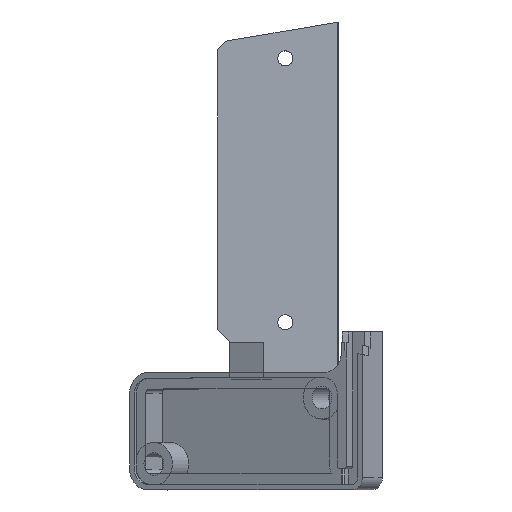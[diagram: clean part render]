
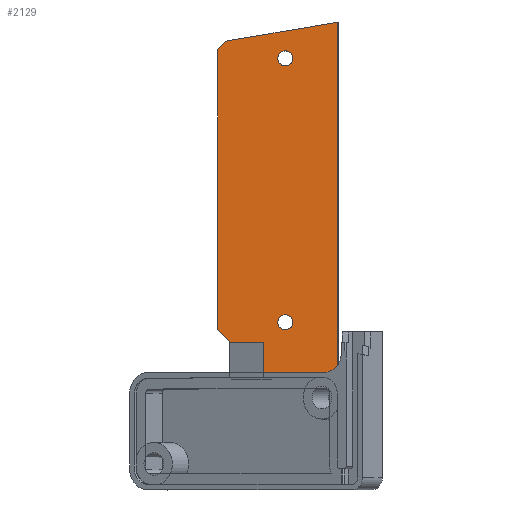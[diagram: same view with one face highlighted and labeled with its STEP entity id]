
A CAD part, top view. The second image highlights one B-rep face of the part: STEP entity #2129.
In plain terms, the highlighted planar face has unit normal (0, 0.001, 1).
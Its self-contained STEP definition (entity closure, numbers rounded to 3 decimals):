
#1954=CARTESIAN_POINT('',(-28.531,-30.568,-8.87));
#1955=VERTEX_POINT('',#1954);
#1994=CARTESIAN_POINT('',(-13.966,-30.551,-8.87));
#1995=VERTEX_POINT('',#1994);
#2002=CARTESIAN_POINT('',(-28.531,-30.568,-8.87));
#2003=DIRECTION('',(1.,0.001,0.));
#2004=VECTOR('',#2003,14.566);
#2005=LINE('',#2002,#2004);
#2006=EDGE_CURVE('',#1955,#1995,#2005,.T.);
#2011=CARTESIAN_POINT('',(-33.841,1.026,-8.89));
#2012=DIRECTION('',(-0.,-0.001,-1.));
#2013=DIRECTION('',(0.,1.,-0.001));
#2014=AXIS2_PLACEMENT_3D('',#2011,#2012,#2013);
#2015=PLANE('',#2014);
#2016=CARTESIAN_POINT('',(-27.075,40.025,-8.916));
#2017=VERTEX_POINT('',#2016);
#2018=CARTESIAN_POINT('',(-25.425,41.675,-8.917));
#2019=VERTEX_POINT('',#2018);
#2020=CARTESIAN_POINT('',(-25.425,40.025,-8.916));
#2021=DIRECTION('',(0.,0.001,1.));
#2022=DIRECTION('',(0.,1.,-0.001));
#2023=AXIS2_PLACEMENT_3D('',#2020,#2021,#2022);
#2024=ELLIPSE('',#2023,1.65,1.65);
#2025=EDGE_CURVE('',#2017,#2019,#2024,.T.);
#2026=ORIENTED_EDGE('',*,*,#2025,.F.);
#2027=CARTESIAN_POINT('',(-25.425,40.025,-8.916));
#2028=DIRECTION('',(0.,0.001,1.));
#2029=DIRECTION('',(0.,1.,-0.001));
#2030=AXIS2_PLACEMENT_3D('',#2027,#2028,#2029);
#2031=ELLIPSE('',#2030,1.65,1.65);
#2032=EDGE_CURVE('',#2019,#2017,#2031,.T.);
#2033=ORIENTED_EDGE('',*,*,#2032,.F.);
#2034=EDGE_LOOP('',(#2026,#2033));
#2035=FACE_BOUND('',#2034,.T.);
#2036=CARTESIAN_POINT('',(-27.075,-17.975,-8.878));
#2037=VERTEX_POINT('',#2036);
#2038=CARTESIAN_POINT('',(-25.425,-16.325,-8.879));
#2039=VERTEX_POINT('',#2038);
#2040=CARTESIAN_POINT('',(-25.425,-17.975,-8.878));
#2041=DIRECTION('',(0.,0.001,1.));
#2042=DIRECTION('',(0.,1.,-0.001));
#2043=AXIS2_PLACEMENT_3D('',#2040,#2041,#2042);
#2044=ELLIPSE('',#2043,1.65,1.65);
#2045=EDGE_CURVE('',#2037,#2039,#2044,.T.);
#2046=ORIENTED_EDGE('',*,*,#2045,.F.);
#2047=CARTESIAN_POINT('',(-25.425,-17.975,-8.878));
#2048=DIRECTION('',(0.,0.001,1.));
#2049=DIRECTION('',(0.,1.,-0.001));
#2050=AXIS2_PLACEMENT_3D('',#2047,#2048,#2049);
#2051=ELLIPSE('',#2050,1.65,1.65);
#2052=EDGE_CURVE('',#2039,#2037,#2051,.T.);
#2053=ORIENTED_EDGE('',*,*,#2052,.F.);
#2054=EDGE_LOOP('',(#2046,#2053));
#2055=FACE_BOUND('',#2054,.T.);
#2056=CARTESIAN_POINT('',(-30.18,-30.17,-8.87));
#2057=VERTEX_POINT('',#2056);
#2058=CARTESIAN_POINT('',(-28.532,-30.168,-8.87));
#2059=VERTEX_POINT('',#2058);
#2060=CARTESIAN_POINT('',(-30.18,-30.17,-8.87));
#2061=DIRECTION('',(1.,0.001,0.));
#2062=VECTOR('',#2061,1.648);
#2063=LINE('',#2060,#2062);
#2064=EDGE_CURVE('',#2057,#2059,#2063,.T.);
#2065=ORIENTED_EDGE('',*,*,#2064,.T.);
#2066=CARTESIAN_POINT('',(-28.532,-30.168,-8.87));
#2067=DIRECTION('',(0.001,-1.,0.001));
#2068=VECTOR('',#2067,0.4);
#2069=LINE('',#2066,#2068);
#2070=EDGE_CURVE('',#2059,#1955,#2069,.T.);
#2071=ORIENTED_EDGE('',*,*,#2070,.T.);
#2072=ORIENTED_EDGE('',*,*,#2006,.T.);
#2073=CARTESIAN_POINT('',(-14.055,47.969,-8.921));
#2074=VERTEX_POINT('',#2073);
#2075=CARTESIAN_POINT('',(-14.055,47.969,-8.921));
#2076=DIRECTION('',(0.001,-1.,0.001));
#2077=VECTOR('',#2076,78.521);
#2078=LINE('',#2075,#2077);
#2079=EDGE_CURVE('',#2074,#1995,#2078,.T.);
#2080=ORIENTED_EDGE('',*,*,#2079,.F.);
#2081=CARTESIAN_POINT('',(-38.494,43.804,-8.918));
#2082=VERTEX_POINT('',#2081);
#2083=CARTESIAN_POINT('',(-38.494,43.804,-8.918));
#2084=DIRECTION('',(0.986,0.168,0.));
#2085=VECTOR('',#2084,24.791);
#2086=LINE('',#2083,#2085);
#2087=EDGE_CURVE('',#2082,#2074,#2086,.T.);
#2088=ORIENTED_EDGE('',*,*,#2087,.F.);
#2089=CARTESIAN_POINT('',(-40.32,41.886,-8.917));
#2090=VERTEX_POINT('',#2089);
#2091=CARTESIAN_POINT('',(-38.494,43.804,-8.918));
#2092=DIRECTION('',(-0.69,-0.724,0.));
#2093=VECTOR('',#2092,2.648);
#2094=LINE('',#2091,#2093);
#2095=EDGE_CURVE('',#2082,#2090,#2094,.T.);
#2096=ORIENTED_EDGE('',*,*,#2095,.T.);
#2097=CARTESIAN_POINT('',(-40.25,-19.509,-8.877));
#2098=VERTEX_POINT('',#2097);
#2099=CARTESIAN_POINT('',(-40.25,-19.509,-8.877));
#2100=DIRECTION('',(-0.001,1.,-0.001));
#2101=VECTOR('',#2100,61.395);
#2102=LINE('',#2099,#2101);
#2103=EDGE_CURVE('',#2098,#2090,#2102,.T.);
#2104=ORIENTED_EDGE('',*,*,#2103,.F.);
#2105=CARTESIAN_POINT('',(-37.375,-22.378,-8.875));
#2106=VERTEX_POINT('',#2105);
#2107=CARTESIAN_POINT('',(-40.25,-19.509,-8.877));
#2108=DIRECTION('',(0.708,-0.706,0.));
#2109=VECTOR('',#2108,4.062);
#2110=LINE('',#2107,#2109);
#2111=EDGE_CURVE('',#2098,#2106,#2110,.T.);
#2112=ORIENTED_EDGE('',*,*,#2111,.T.);
#2113=CARTESIAN_POINT('',(-30.189,-22.37,-8.875));
#2114=VERTEX_POINT('',#2113);
#2115=CARTESIAN_POINT('',(-37.375,-22.378,-8.875));
#2116=DIRECTION('',(1.,0.001,0.));
#2117=VECTOR('',#2116,7.185);
#2118=LINE('',#2115,#2117);
#2119=EDGE_CURVE('',#2106,#2114,#2118,.T.);
#2120=ORIENTED_EDGE('',*,*,#2119,.T.);
#2121=CARTESIAN_POINT('',(-30.189,-22.37,-8.875));
#2122=DIRECTION('',(0.001,-1.,0.001));
#2123=VECTOR('',#2122,7.8);
#2124=LINE('',#2121,#2123);
#2125=EDGE_CURVE('',#2114,#2057,#2124,.T.);
#2126=ORIENTED_EDGE('',*,*,#2125,.T.);
#2127=EDGE_LOOP('',(#2065,#2071,#2072,#2080,#2088,#2096,#2104,#2112,#2120,#2126));
#2128=FACE_BOUND('',#2127,.T.);
#2129=ADVANCED_FACE('',(#2035,#2055,#2128),#2015,.F.);
